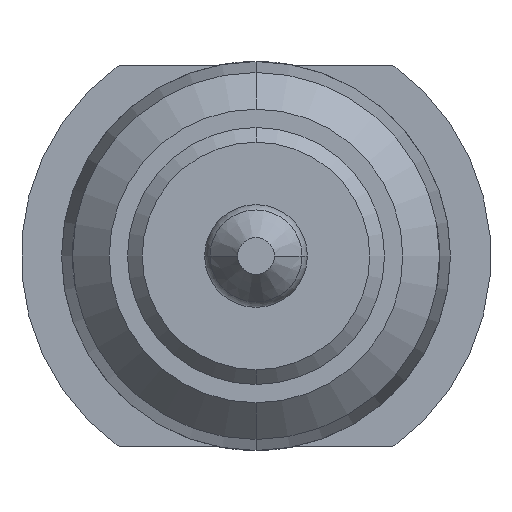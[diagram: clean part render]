
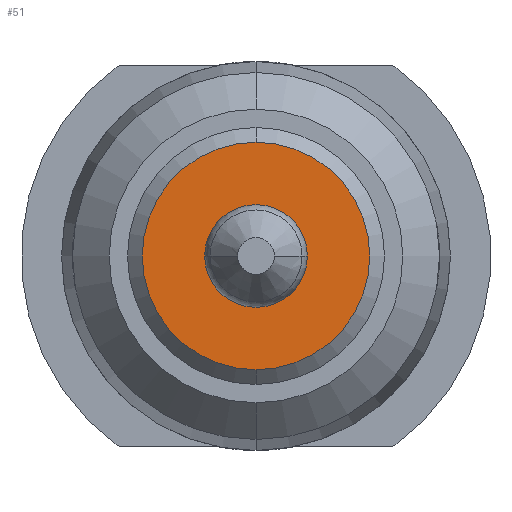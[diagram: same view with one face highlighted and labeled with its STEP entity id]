
A CAD part, front view. The second image highlights one B-rep face of the part: STEP entity #51.
In plain terms, the highlighted planar face has unit normal (0, -1, 0).
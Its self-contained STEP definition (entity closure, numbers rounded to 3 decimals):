
#51 = ADVANCED_FACE ( 'Defeature ausgef�hrt1_62', ( #4318, #3027 ), #2664, .F. ) ;
#130 = DIRECTION ( 'NONE',  ( 0., 0., 1. ) ) ;
#316 = DIRECTION ( 'NONE',  ( 0., -1., 0. ) ) ;
#517 = VERTEX_POINT ( 'NONE', #3711 ) ;
#604 = CIRCLE ( 'NONE', #3546, 0.35 ) ;
#923 = DIRECTION ( 'NONE',  ( 0., 0., 1. ) ) ;
#1165 = CARTESIAN_POINT ( 'NONE',  ( 0., -29., 0. ) ) ;
#1185 = DIRECTION ( 'NONE',  ( 0., 0., 1. ) ) ;
#1439 = DIRECTION ( 'NONE',  ( 0., -1., 0. ) ) ;
#1631 = CARTESIAN_POINT ( 'NONE',  ( -0.35, -29., 0. ) ) ;
#1662 = VERTEX_POINT ( 'NONE', #1631 ) ;
#1790 = AXIS2_PLACEMENT_3D ( 'NONE', #4392, #4375, #923 ) ;
#1881 = VERTEX_POINT ( 'NONE', #4676 ) ;
#1901 = CARTESIAN_POINT ( 'NONE',  ( 0., -29., 0. ) ) ;
#1979 = AXIS2_PLACEMENT_3D ( 'NONE', #4349, #2536, #3414 ) ;
#2121 = CARTESIAN_POINT ( 'NONE',  ( 0., -29., -0.775 ) ) ;
#2343 = DIRECTION ( 'NONE',  ( 0., 0., 1. ) ) ;
#2450 = CIRCLE ( 'NONE', #1979, 0.775 ) ;
#2536 = DIRECTION ( 'NONE',  ( 0., -1., 0. ) ) ;
#2552 = AXIS2_PLACEMENT_3D ( 'NONE', #1165, #316, #1185 ) ;
#2664 = PLANE ( 'NONE',  #1790 ) ;
#2745 = DIRECTION ( 'NONE',  ( 0., -1., 0. ) ) ;
#2775 = ORIENTED_EDGE ( 'NONE', *, *, #4097, .F. ) ;
#3027 = FACE_OUTER_BOUND ( 'NONE', #3875, .T. ) ;
#3312 = EDGE_CURVE ( 'Defeature ausgef�hrt1_64+Defeature ausgef�hrt1_62+Defeature ausgef�hrt1_62+Defeature ausgef�hrt1_62', #517, #1662, #604, .T. ) ;
#3414 = DIRECTION ( 'NONE',  ( 0., 0., 1. ) ) ;
#3509 = AXIS2_PLACEMENT_3D ( 'NONE', #1901, #2745, #2343 ) ;
#3546 = AXIS2_PLACEMENT_3D ( 'NONE', #3653, #1439, #130 ) ;
#3553 = CIRCLE ( 'NONE', #3509, 0.35 ) ;
#3653 = CARTESIAN_POINT ( 'NONE',  ( 0., -29., 0. ) ) ;
#3711 = CARTESIAN_POINT ( 'NONE',  ( 0.35, -29., 0. ) ) ;
#3764 = EDGE_CURVE ( 'Defeature ausgef�hrt1_62+Defeature ausgef�hrt1_63+Defeature ausgef�hrt1_63+Defeature ausgef�hrt1_63', #5623, #1881, #4916, .T. ) ;
#3875 = EDGE_LOOP ( 'NONE', ( #4691, #4939 ) ) ;
#4097 = EDGE_CURVE ( 'Defeature ausgef�hrt1_64+Defeature ausgef�hrt1_62+Defeature ausgef�hrt1_62+Defeature ausgef�hrt1_62', #1662, #517, #3553, .T. ) ;
#4318 = FACE_BOUND ( 'NONE', #5152, .T. ) ;
#4323 = ORIENTED_EDGE ( 'NONE', *, *, #3312, .F. ) ;
#4349 = CARTESIAN_POINT ( 'NONE',  ( 0., -29., 0. ) ) ;
#4375 = DIRECTION ( 'NONE',  ( 0., 1., 0. ) ) ;
#4392 = CARTESIAN_POINT ( 'NONE',  ( 0.875, -29., 0. ) ) ;
#4676 = CARTESIAN_POINT ( 'NONE',  ( 0., -29., 0.775 ) ) ;
#4691 = ORIENTED_EDGE ( 'NONE', *, *, #5036, .T. ) ;
#4916 = CIRCLE ( 'NONE', #2552, 0.775 ) ;
#4939 = ORIENTED_EDGE ( 'NONE', *, *, #3764, .T. ) ;
#5036 = EDGE_CURVE ( 'Defeature ausgef�hrt1_62+Defeature ausgef�hrt1_63+Defeature ausgef�hrt1_63+Defeature ausgef�hrt1_63', #1881, #5623, #2450, .T. ) ;
#5152 = EDGE_LOOP ( 'NONE', ( #2775, #4323 ) ) ;
#5623 = VERTEX_POINT ( 'NONE', #2121 ) ;
